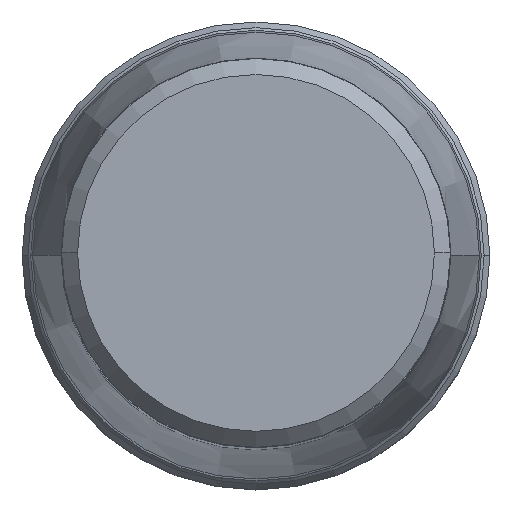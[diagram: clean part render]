
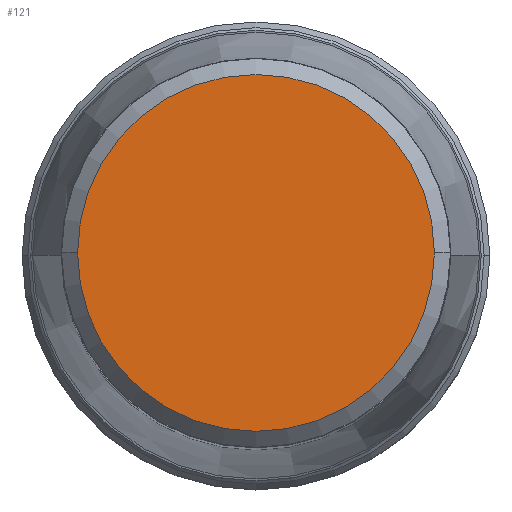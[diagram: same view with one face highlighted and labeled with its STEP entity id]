
A CAD part, top view. The second image highlights one B-rep face of the part: STEP entity #121.
In plain terms, the highlighted planar face has unit normal (0, 0, 1).
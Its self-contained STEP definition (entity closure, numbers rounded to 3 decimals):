
#70=PLANE('',#1128);
#121=ADVANCED_FACE('',(#211),#70,.F.);
#211=FACE_OUTER_BOUND('',#275,.T.);
#275=EDGE_LOOP('',(#465,#466));
#465=ORIENTED_EDGE('',*,*,#688,.F.);
#466=ORIENTED_EDGE('',*,*,#686,.F.);
#583=VERTEX_POINT('',#1746);
#584=VERTEX_POINT('',#1748);
#686=EDGE_CURVE('',#583,#584,#775,.T.);
#688=EDGE_CURVE('',#584,#583,#776,.T.);
#775=CIRCLE('',#1124,14.536);
#776=CIRCLE('',#1126,14.536);
#1124=AXIS2_PLACEMENT_3D('',#1747,#1420,#1421);
#1126=AXIS2_PLACEMENT_3D('',#1751,#1425,#1426);
#1128=AXIS2_PLACEMENT_3D('',#1753,#1429,#1430);
#1420=DIRECTION('',(0.,0.,-1.));
#1421=DIRECTION('',(-1.,0.,0.));
#1425=DIRECTION('',(0.,0.,-1.));
#1426=DIRECTION('',(1.,0.,0.));
#1429=DIRECTION('',(0.,0.,-1.));
#1430=DIRECTION('',(1.,0.,0.));
#1746=CARTESIAN_POINT('',(-14.536,0.,0.));
#1747=CARTESIAN_POINT('',(0.,0.,0.));
#1748=CARTESIAN_POINT('',(14.536,0.,0.));
#1751=CARTESIAN_POINT('',(0.,0.,0.));
#1753=CARTESIAN_POINT('',(0.,0.,0.));
